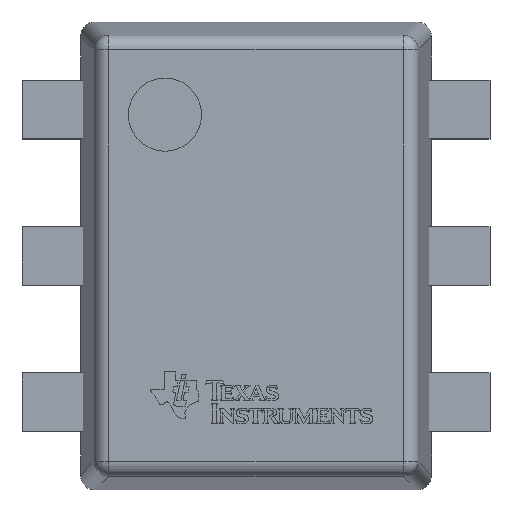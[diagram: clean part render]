
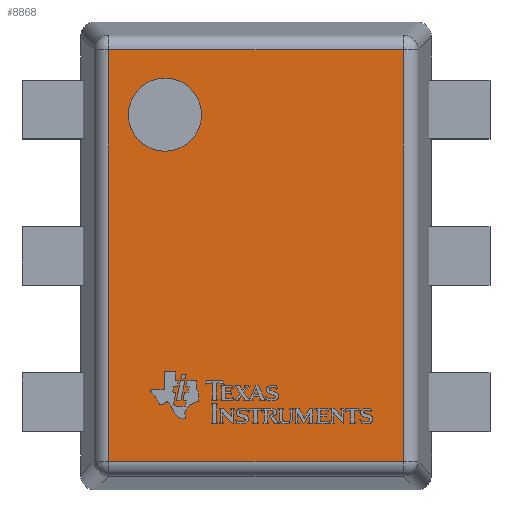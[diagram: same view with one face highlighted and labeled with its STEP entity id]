
A CAD part, top view. The second image highlights one B-rep face of the part: STEP entity #8868.
In plain terms, the highlighted face is planar.
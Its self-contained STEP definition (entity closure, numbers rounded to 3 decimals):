
#679=FACE_OUTER_BOUND('',#1180,.T.);
#1180=EDGE_LOOP('',(#6104,#6105,#6106,#6107));
#1771=LINE('',#11886,#2756);
#1772=LINE('',#11889,#2757);
#1773=LINE('',#11891,#2758);
#1774=LINE('',#11892,#2759);
#2756=VECTOR('',#10126,1.008);
#2757=VECTOR('',#10129,1.408);
#2758=VECTOR('',#10130,1.408);
#2759=VECTOR('',#10131,1.008);
#3702=VERTEX_POINT('',#11880);
#3703=VERTEX_POINT('',#11884);
#3704=VERTEX_POINT('',#11888);
#3705=VERTEX_POINT('',#11890);
#4638=EDGE_CURVE('',#3702,#3703,#1771,.T.);
#4639=EDGE_CURVE('',#3704,#3702,#1772,.T.);
#4640=EDGE_CURVE('',#3703,#3705,#1773,.T.);
#4641=EDGE_CURVE('',#3705,#3704,#1774,.T.);
#6104=ORIENTED_EDGE('',*,*,#4639,.T.);
#6105=ORIENTED_EDGE('',*,*,#4638,.T.);
#6106=ORIENTED_EDGE('',*,*,#4640,.T.);
#6107=ORIENTED_EDGE('',*,*,#4641,.T.);
#8540=PLANE('',#9538);
#8868=ADVANCED_FACE('',(#679),#8540,.T.);
#9538=AXIS2_PLACEMENT_3D('',#11887,#10127,#10128);
#10126=DIRECTION('',(0.,0.,1.));
#10127=DIRECTION('center_axis',(0.,1.,0.));
#10128=DIRECTION('ref_axis',(1.,0.,0.));
#10129=DIRECTION('',(-1.,0.,0.));
#10130=DIRECTION('',(1.,0.,0.));
#10131=DIRECTION('',(0.,0.,-1.));
#11880=CARTESIAN_POINT('',(-0.704,0.575,-0.504));
#11884=CARTESIAN_POINT('',(-0.704,0.575,0.504));
#11886=CARTESIAN_POINT('',(-0.704,0.575,-0.504));
#11887=CARTESIAN_POINT('Origin',(0.,0.575,0.));
#11888=CARTESIAN_POINT('',(0.704,0.575,-0.504));
#11889=CARTESIAN_POINT('',(0.704,0.575,-0.504));
#11890=CARTESIAN_POINT('',(0.704,0.575,0.504));
#11891=CARTESIAN_POINT('',(-0.704,0.575,0.504));
#11892=CARTESIAN_POINT('',(0.704,0.575,0.504));
